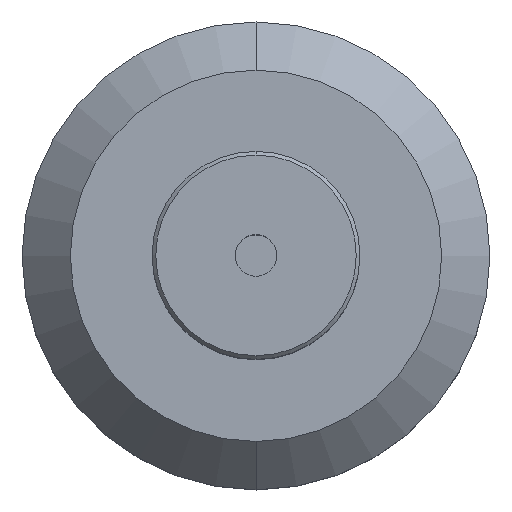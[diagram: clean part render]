
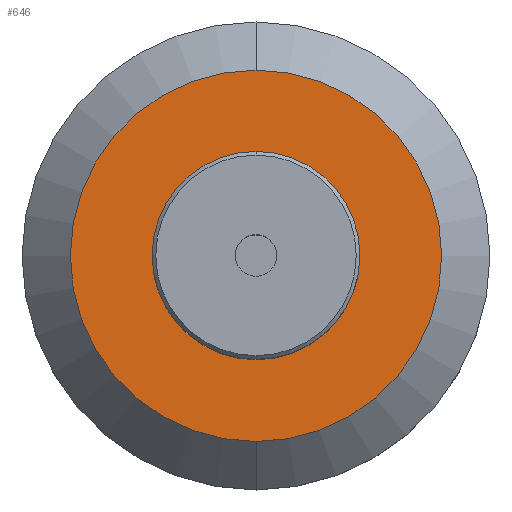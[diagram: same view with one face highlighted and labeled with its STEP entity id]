
A CAD part, top view. The second image highlights one B-rep face of the part: STEP entity #646.
In plain terms, the highlighted planar face has unit normal (0, 0, 1).
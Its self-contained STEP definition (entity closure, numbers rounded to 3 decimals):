
#173=CARTESIAN_POINT('',(0.,0.,0.));
#174=DIRECTION('',(0.,0.,-1.));
#175=DIRECTION('',(0.,1.,0.));
#176=AXIS2_PLACEMENT_3D('',#173,#174,#175);
#181=CARTESIAN_POINT('',(0.,0.,0.));
#182=DIRECTION('',(0.,0.,1.));
#183=DIRECTION('',(0.,1.,0.));
#184=AXIS2_PLACEMENT_3D('',#181,#182,#183);
#197=CARTESIAN_POINT('',(0.,0.,0.));
#198=DIRECTION('',(0.,0.,1.));
#199=DIRECTION('',(0.,1.,0.));
#200=AXIS2_PLACEMENT_3D('',#197,#198,#199);
#266=CARTESIAN_POINT('',(0.,0.,0.));
#267=DIRECTION('',(0.,0.,-1.));
#268=DIRECTION('',(0.,1.,0.));
#269=AXIS2_PLACEMENT_3D('',#266,#267,#268);
#427=CARTESIAN_POINT('',(0.,14.,0.));
#428=CARTESIAN_POINT('',(0.,-14.,0.));
#429=VERTEX_POINT('',#427);
#430=VERTEX_POINT('',#428);
#495=CARTESIAN_POINT('',(0.,25.,0.));
#496=VERTEX_POINT('',#495);
#497=CARTESIAN_POINT('',(0.,-25.,0.));
#498=VERTEX_POINT('',#497);
#631=CARTESIAN_POINT('',(0.,0.,0.));
#632=DIRECTION('',(0.,0.,1.));
#633=DIRECTION('',(0.,1.,0.));
#634=AXIS2_PLACEMENT_3D('',#631,#632,#633);
#635=PLANE('',#634);
#636=ORIENTED_EDGE('',*,*,#613,.T.);
#637=ORIENTED_EDGE('',*,*,#624,.F.);
#638=EDGE_LOOP('',(#636,#637));
#639=FACE_OUTER_BOUND('',#638,.F.);
#641=ORIENTED_EDGE('',*,*,#640,.T.);
#643=ORIENTED_EDGE('',*,*,#642,.F.);
#644=EDGE_LOOP('',(#641,#643));
#645=FACE_BOUND('',#644,.F.);
#177=CIRCLE('',#176,25.);
#185=CIRCLE('',#184,25.);
#201=CIRCLE('',#200,14.);
#270=CIRCLE('',#269,14.);
#613=EDGE_CURVE('',#496,#498,#177,.T.);
#624=EDGE_CURVE('',#496,#498,#185,.T.);
#640=EDGE_CURVE('',#429,#430,#201,.T.);
#642=EDGE_CURVE('',#429,#430,#270,.T.);
#646=ADVANCED_FACE('',(#639,#645),#635,.T.);
